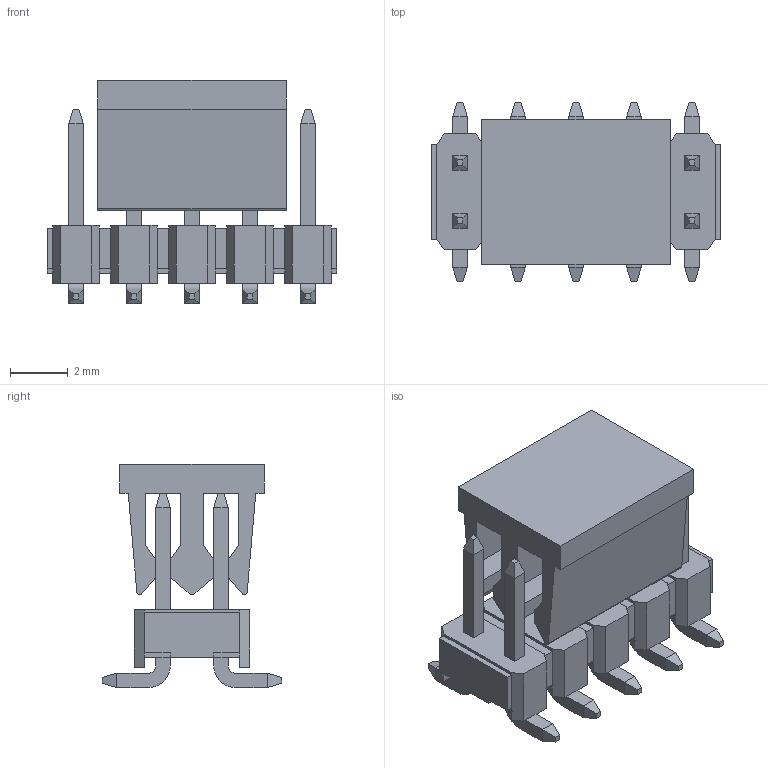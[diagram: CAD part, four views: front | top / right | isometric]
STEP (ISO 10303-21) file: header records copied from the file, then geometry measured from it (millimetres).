
FILE_DESCRIPTION(/* description */ ('Unknown'),/* implementation_level */ '2;1');
FILE_NAME(/* name */ '62131021921',/* time_stamp */ '2017-03-27T16:43:54+02:00',/* author */ ('Unknown'),/* organization */ ('Unknown'),/* preprocessor_version */ 'ST-DEVELOPER v16.7',/* originating_system */ 'DEX',/* authorisation */ $);
FILE_SCHEMA (('AUTOMOTIVE_DESIGN {1 0 10303 214 3 1 1}'));
Length unit declared in the file: millimetre
Products named in the file (4): 6213xx21921; 62101021921; 6210xx21921_PIN; 6213xx21921_Cap
Assembly tree (12 placements, depth 2):
  6213xx21921
    62101021921
    6210xx21921_PIN  x10
    6213xx21921_Cap
Bounding box: 10 x 6.2 x 7.7 mm (x, y, z)
Volume: 157.6 mm3; surface area: 569.9 mm2
Topology: 12 solids, 12 shells, 396 faces, 976 edges, 604 vertices
Faces by surface type: plane 373, cylinder 23
Entity records: 7201 total; most frequent: CARTESIAN_POINT 1251, ORIENTED_EDGE 1232, DIRECTION 1120, EDGE_CURVE 616, LINE 606, VECTOR 606, VERTEX_POINT 388, AXIS2_PLACEMENT_3D 257
